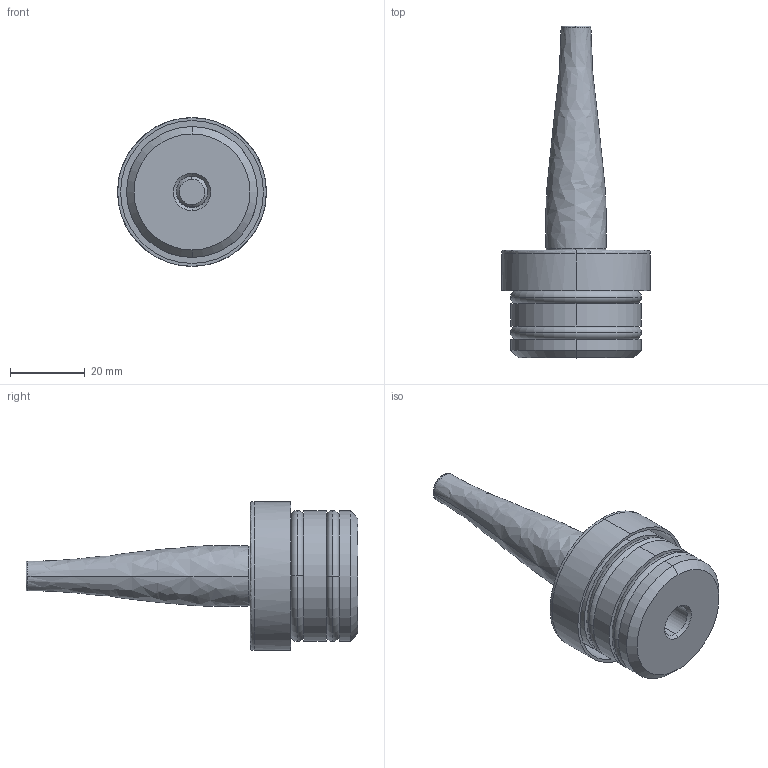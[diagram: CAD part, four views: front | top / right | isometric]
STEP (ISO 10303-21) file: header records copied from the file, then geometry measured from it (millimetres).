
FILE_DESCRIPTION (( 'STEP AP214' ), '1' );
FILE_NAME ('àðò.260.STEP', '2014-05-19T17:16:06', ( '' ), ( '' ), 'SwSTEP 2.0', 'SolidWorks 2014', '' );
FILE_SCHEMA (( 'AUTOMOTIVE_DESIGN' ));
Length unit declared in the file: millimetre
Products named in the file (7): àðò.260; àðò.260.005; àðò.260.001; àðò.260.003; àðò.260.002; àðò.260.006; àðò.260.004
Assembly tree (7 placements, depth 2):
  àðò.260
    àðò.260.002
    àðò.260.003  x2
    àðò.260.004
    àðò.260.005
    àðò.260.006
    àðò.260.001
Bounding box: 39.8 x 88.8 x 39.8 mm (x, y, z)
Volume: 32109.8 mm3; surface area: 19737.1 mm2
Topology: 7 solids, 7 shells, 92 faces, 211 edges, 134 vertices
Faces by surface type: cylinder 46, plane 16, cone 11, torus 10, bspline 9
Entity records: 4971 total; most frequent: CARTESIAN_POINT 2824, ORIENTED_EDGE 406, DIRECTION 375, EDGE_CURVE 203, AXIS2_PLACEMENT_3D 159, VERTEX_POINT 130, EDGE_LOOP 101, ADVANCED_FACE 88
